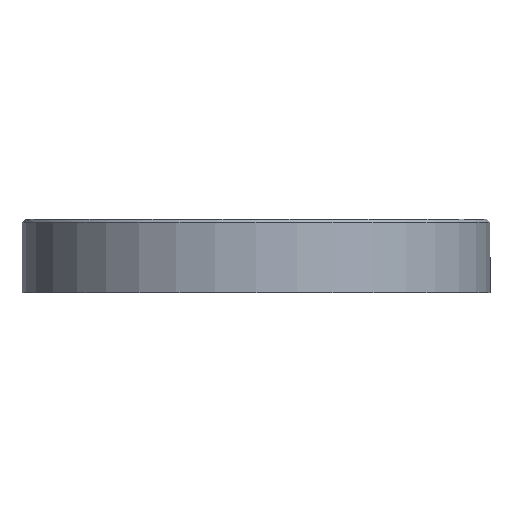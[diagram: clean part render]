
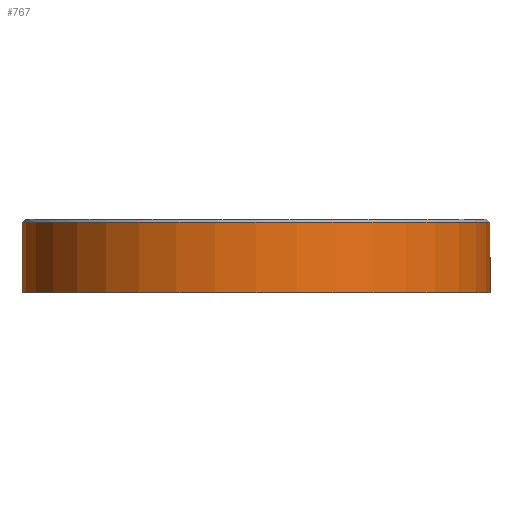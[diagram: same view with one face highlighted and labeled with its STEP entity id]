
A CAD part, front view. The second image highlights one B-rep face of the part: STEP entity #767.
In plain terms, the highlighted cylindrical face has radius 76 mm (diameter 152 mm), a partial arc.
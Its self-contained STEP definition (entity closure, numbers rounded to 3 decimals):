
#94 = VERTEX_POINT ( 'NONE', #631 ) ;
#240 = EDGE_CURVE ( 'NONE', #432, #94, #2075, .T. ) ;
#275 = VECTOR ( 'NONE', #1407, 1000. ) ;
#375 = AXIS2_PLACEMENT_3D ( 'NONE', #670, #2217, #889 ) ;
#397 = ORIENTED_EDGE ( 'NONE', *, *, #240, .T. ) ;
#432 = VERTEX_POINT ( 'NONE', #1443 ) ;
#631 = CARTESIAN_POINT ( 'NONE',  ( 76., 0., -24. ) ) ;
#648 = CARTESIAN_POINT ( 'NONE',  ( 76., 0., 0. ) ) ;
#670 = CARTESIAN_POINT ( 'NONE',  ( 0., 0., -24. ) ) ;
#700 = DIRECTION ( 'NONE',  ( 1., 0., 0. ) ) ;
#702 = CARTESIAN_POINT ( 'NONE',  ( 0., 0., -1. ) ) ;
#741 = EDGE_CURVE ( 'NONE', #2247, #2777, #1416, .T. ) ;
#767 = ADVANCED_FACE ( 'NONE', ( #1077 ), #1008, .T. ) ;
#889 = DIRECTION ( 'NONE',  ( 1., 0., 0. ) ) ;
#896 = EDGE_CURVE ( 'NONE', #432, #2777, #2658, .T. ) ;
#918 = DIRECTION ( 'NONE',  ( -1., 0., 0. ) ) ;
#960 = CARTESIAN_POINT ( 'NONE',  ( -76., 0., 0. ) ) ;
#1008 = CYLINDRICAL_SURFACE ( 'NONE', #1251, 76. ) ;
#1069 = DIRECTION ( 'NONE',  ( 0., 0., 1. ) ) ;
#1077 = FACE_OUTER_BOUND ( 'NONE', #2279, .T. ) ;
#1251 = AXIS2_PLACEMENT_3D ( 'NONE', #2455, #2666, #700 ) ;
#1266 = VECTOR ( 'NONE', #1069, 1000. ) ;
#1407 = DIRECTION ( 'NONE',  ( 0., 0., 1. ) ) ;
#1416 = CIRCLE ( 'NONE', #2192, 76. ) ;
#1443 = CARTESIAN_POINT ( 'NONE',  ( -76., 0., -24. ) ) ;
#1529 = ORIENTED_EDGE ( 'NONE', *, *, #2228, .T. ) ;
#1652 = CARTESIAN_POINT ( 'NONE',  ( -76., 0., -1. ) ) ;
#1923 = ORIENTED_EDGE ( 'NONE', *, *, #741, .T. ) ;
#1955 = ORIENTED_EDGE ( 'NONE', *, *, #896, .F. ) ;
#1970 = CARTESIAN_POINT ( 'NONE',  ( 76., 0., -1. ) ) ;
#2075 = CIRCLE ( 'NONE', #375, 76. ) ;
#2192 = AXIS2_PLACEMENT_3D ( 'NONE', #702, #2238, #918 ) ;
#2217 = DIRECTION ( 'NONE',  ( 0., 0., 1. ) ) ;
#2228 = EDGE_CURVE ( 'NONE', #94, #2247, #2484, .T. ) ;
#2238 = DIRECTION ( 'NONE',  ( 0., 0., -1. ) ) ;
#2247 = VERTEX_POINT ( 'NONE', #1970 ) ;
#2279 = EDGE_LOOP ( 'NONE', ( #1955, #397, #1529, #1923 ) ) ;
#2455 = CARTESIAN_POINT ( 'NONE',  ( 0., 0., 0. ) ) ;
#2484 = LINE ( 'NONE', #648, #1266 ) ;
#2658 = LINE ( 'NONE', #960, #275 ) ;
#2666 = DIRECTION ( 'NONE',  ( 0., 0., 1. ) ) ;
#2777 = VERTEX_POINT ( 'NONE', #1652 ) ;
